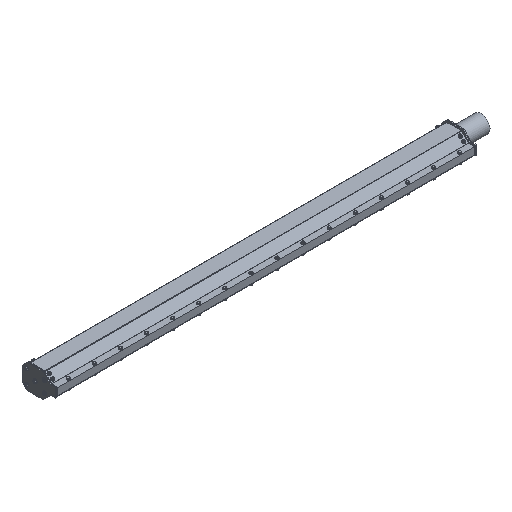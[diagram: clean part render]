
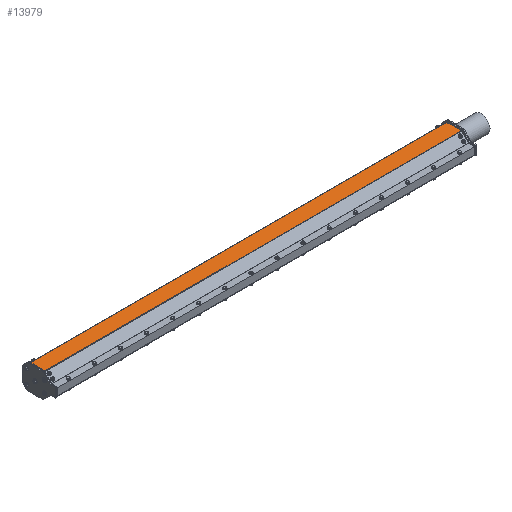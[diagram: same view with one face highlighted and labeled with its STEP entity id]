
A CAD part, isometric view. The second image highlights one B-rep face of the part: STEP entity #13979.
In plain terms, the highlighted planar face has unit normal (0, 0, 1).
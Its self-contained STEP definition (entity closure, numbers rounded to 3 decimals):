
#718=LINE('',#58138,#1238);
#756=LINE('',#58258,#1276);
#793=LINE('',#58401,#1313);
#794=LINE('',#58403,#1314);
#1238=VECTOR('',#16838,0.394);
#1276=VECTOR('',#16924,0.394);
#1313=VECTOR('',#17081,0.394);
#1314=VECTOR('',#17084,0.394);
#2262=PLANE('',#15085);
#3693=FACE_OUTER_BOUND('',#4712,.T.);
#4712=EDGE_LOOP('',(#10381,#10382,#10383,#10384));
#6784=VERTEX_POINT('',#58135);
#6785=VERTEX_POINT('',#58137);
#6842=VERTEX_POINT('',#58255);
#6843=VERTEX_POINT('',#58257);
#8159=EDGE_CURVE('',#6785,#6784,#718,.T.);
#8219=EDGE_CURVE('',#6842,#6843,#756,.T.);
#8291=EDGE_CURVE('',#6843,#6784,#793,.T.);
#8292=EDGE_CURVE('',#6785,#6842,#794,.T.);
#10381=ORIENTED_EDGE('',*,*,#8291,.F.);
#10382=ORIENTED_EDGE('',*,*,#8219,.F.);
#10383=ORIENTED_EDGE('',*,*,#8292,.F.);
#10384=ORIENTED_EDGE('',*,*,#8159,.T.);
#13979=ADVANCED_FACE('',(#3693),#2262,.T.);
#15085=AXIS2_PLACEMENT_3D('',#58402,#17082,#17083);
#16838=DIRECTION('',(0.,-1.,0.));
#16924=DIRECTION('',(0.,-1.,0.));
#17081=DIRECTION('',(-1.,0.,0.));
#17082=DIRECTION('center_axis',(0.,0.,
1.));
#17083=DIRECTION('ref_axis',(0.,-1.,0.));
#17084=DIRECTION('',(1.,0.,0.));
#58135=CARTESIAN_POINT('',(-48.194,-0.781,1.249));
#58137=CARTESIAN_POINT('',(-48.194,0.857,1.249));
#58138=CARTESIAN_POINT('',(-48.194,0.882,1.249));
#58255=CARTESIAN_POINT('',(-0.194,0.857,1.249));
#58257=CARTESIAN_POINT('',(-0.194,-0.781,1.249));
#58258=CARTESIAN_POINT('',(-0.194,0.882,1.249));
#58401=CARTESIAN_POINT('',(-48.194,-0.781,1.249));
#58402=CARTESIAN_POINT('Origin',(-48.194,0.882,1.249));
#58403=CARTESIAN_POINT('',(-48.194,0.857,1.249));
